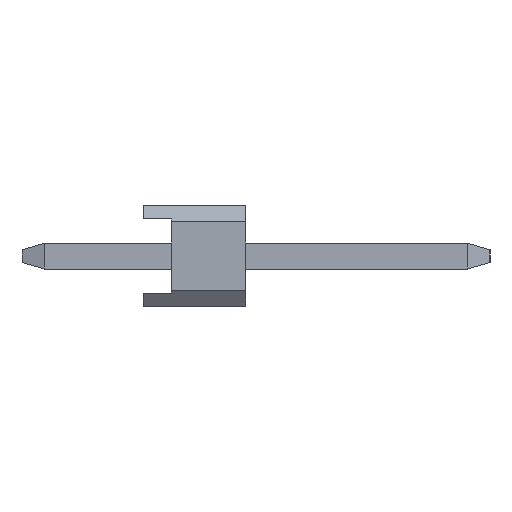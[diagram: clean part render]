
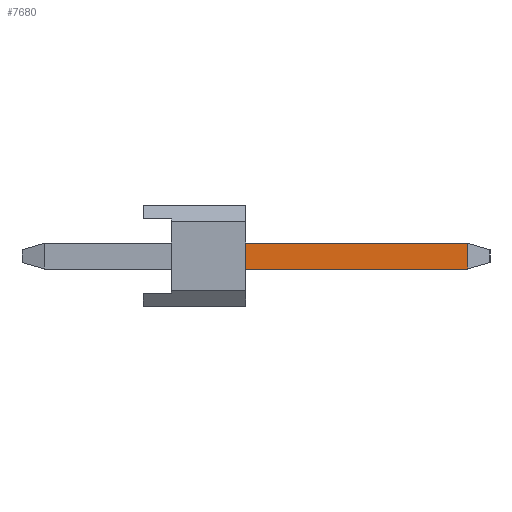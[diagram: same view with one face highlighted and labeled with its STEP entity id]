
A CAD part, left-side view. The second image highlights one B-rep face of the part: STEP entity #7680.
In plain terms, the highlighted planar face has unit normal (-1, 0, 0).
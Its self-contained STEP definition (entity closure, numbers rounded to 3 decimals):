
#4294=VERTEX_POINT('',#10559);
#4724=VERTEX_POINT('',#11027);
#5118=EDGE_CURVE('',#4294,#7418,#11460,.T.);
#6622=VERTEX_POINT('',#13131);
#6860=EDGE_CURVE('',#4724,#6622,#13393,.T.);
#7120=EDGE_CURVE('',#6622,#4294,#13682,.T.);
#7418=VERTEX_POINT('',#14024);
#7680=ADVANCED_FACE('',(#14312),#14313,.T.);
#7798=EDGE_CURVE('',#7418,#4724,#14443,.T.);
#10559=CARTESIAN_POINT('',(-24.45,-8.054,-0.32));
#11027=CARTESIAN_POINT('',(-24.45,-2.54,0.32));
#11460=LINE('',#19280,#19281);
#13131=CARTESIAN_POINT('',(-24.45,-8.054,0.32));
#13393=LINE('',#22081,#22082);
#13682=LINE('',#22500,#22501);
#14024=CARTESIAN_POINT('',(-24.45,-2.54,-0.32));
#14312=FACE_OUTER_BOUND('',#23401,.T.);
#14313=PLANE('',#23402);
#14443=LINE('',#23593,#23594);
#19280=CARTESIAN_POINT('',(-24.45,2.454,-0.32));
#19281=VECTOR('',#27898,1.0);
#22081=CARTESIAN_POINT('',(-24.45,-2.8,0.32));
#22082=VECTOR('',#29988,1.0);
#22500=CARTESIAN_POINT('',(-24.45,-8.054,0.5));
#22501=VECTOR('',#30287,1.0);
#23401=EDGE_LOOP('',(#31066,#31067,#31068,#31069));
#23402=AXIS2_PLACEMENT_3D('',#31070,#31071,#31072);
#23593=CARTESIAN_POINT('',(-24.45,-2.54,0.252));
#23594=VECTOR('',#31201,1.0);
#27898=DIRECTION('',(0.,1.0,0.));
#29988=DIRECTION('',(0.,-1.0,0.));
#30287=DIRECTION('',(0.0,0.,-1.0));
#31066=ORIENTED_EDGE('',*,*,#7798,.F.);
#31067=ORIENTED_EDGE('',*,*,#5118,.F.);
#31068=ORIENTED_EDGE('',*,*,#7120,.F.);
#31069=ORIENTED_EDGE('',*,*,#6860,.F.);
#31070=CARTESIAN_POINT('',(-24.45,2.454,0.5));
#31071=DIRECTION('',(-1.0,0.,0.));
#31072=DIRECTION('',(0.,1.0,0.));
#31201=DIRECTION('',(0.,0.,1.0));
